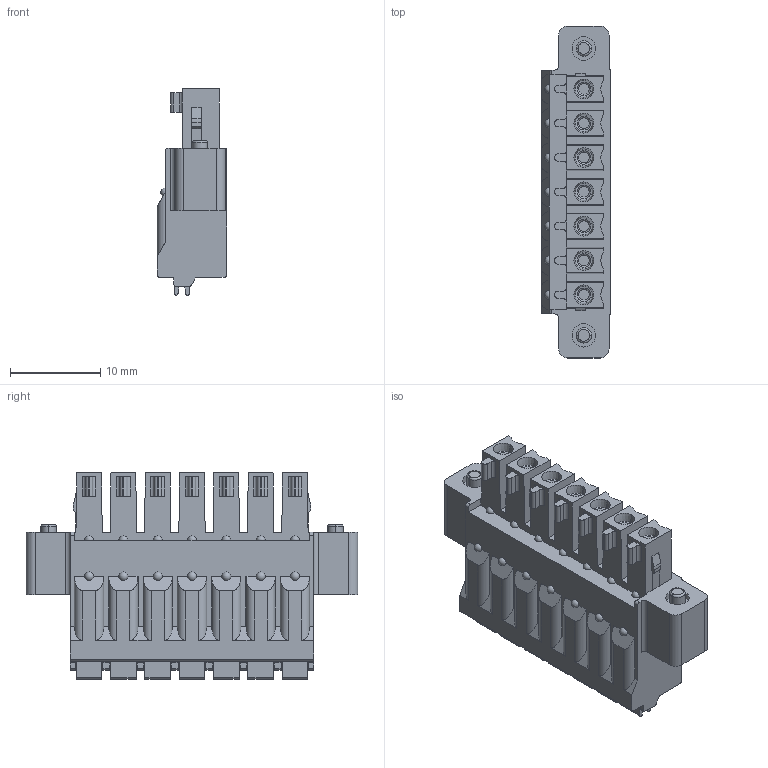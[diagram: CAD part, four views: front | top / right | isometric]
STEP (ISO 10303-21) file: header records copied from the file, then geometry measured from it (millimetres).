
FILE_DESCRIPTION((''),'2;1');
FILE_NAME('TLPSW-107-06P-X','2024-09-24T',('sheji'),(''),'PRO/ENGINEER BY PARAMETRIC TECHNOLOGY CORPORATION, 2015240','PRO/ENGINEER BY PARAMETRIC TECHNOLOGY CORPORATION, 2015240','');
FILE_SCHEMA(('CONFIG_CONTROL_DESIGN'));
Length unit declared in the file: millimetre
Products named in the file (1): TLPSW-107-06P-X
Bounding box: 7.75 x 36.86 x 22.9 mm (x, y, z)
Volume: 3574 mm3; surface area: 3076.2 mm2
Topology: 1 solids, 1 shells, 540 faces, 1494 edges, 986 vertices
Faces by surface type: plane 270, cylinder 192, cone 42, torus 22, sphere 14
Entity records: 17677 total; most frequent: CARTESIAN_POINT 3463, DIRECTION 3058, ORIENTED_EDGE 2960, EDGE_CURVE 1480, AXIS2_PLACEMENT_3D 1102, VERTEX_POINT 986, VECTOR 854, LINE 854
